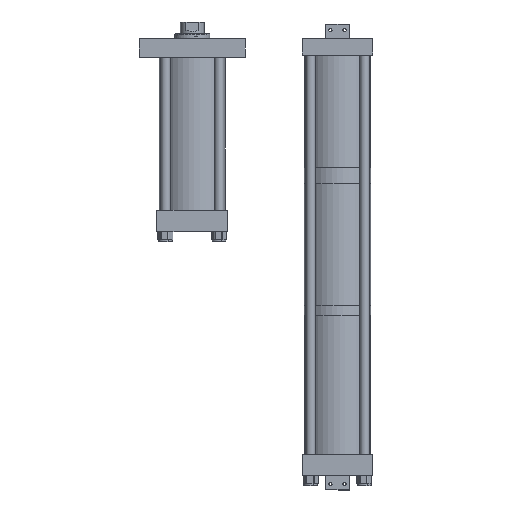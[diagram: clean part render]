
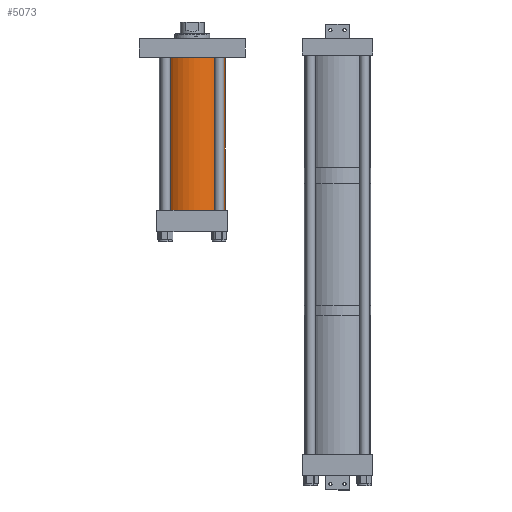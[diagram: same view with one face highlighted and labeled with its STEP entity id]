
A CAD part, front view. The second image highlights one B-rep face of the part: STEP entity #5073.
In plain terms, the highlighted cylindrical face has radius 88.9 mm (diameter 177.8 mm), a partial arc.
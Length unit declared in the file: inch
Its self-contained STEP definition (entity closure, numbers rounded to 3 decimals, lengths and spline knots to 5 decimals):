
#161 = DIRECTION ( 'NONE',  ( -1., 0., 0. ) ) ;
#1459 = CIRCLE ( 'NONE', #3583, 3.5 ) ;
#1508 = CARTESIAN_POINT ( 'NONE',  ( -3.5, 0., 16.188 ) ) ;
#2060 = VECTOR ( 'NONE', #3244, 39.37008 ) ;
#2307 = CARTESIAN_POINT ( 'NONE',  ( 0., 0., 16.188 ) ) ;
#2486 = CYLINDRICAL_SURFACE ( 'NONE', #5944, 3.5 ) ;
#2618 = CARTESIAN_POINT ( 'NONE',  ( 3.5, 0., 16.188 ) ) ;
#2849 = VERTEX_POINT ( 'NONE', #8682 ) ;
#3217 = CARTESIAN_POINT ( 'NONE',  ( -3.5, 0., 0. ) ) ;
#3244 = DIRECTION ( 'NONE',  ( 0., 0., -1. ) ) ;
#3323 = LINE ( 'NONE', #12031, #2060 ) ;
#3583 = AXIS2_PLACEMENT_3D ( 'NONE', #2307, #7110, #9663 ) ;
#4359 = AXIS2_PLACEMENT_3D ( 'NONE', #10735, #14728, #4510 ) ;
#4510 = DIRECTION ( 'NONE',  ( 1., 0., 0. ) ) ;
#5073 = ADVANCED_FACE ( 'NONE', ( #13761 ), #2486, .T. ) ;
#5836 = ORIENTED_EDGE ( 'NONE', *, *, #12544, .T. ) ;
#5944 = AXIS2_PLACEMENT_3D ( 'NONE', #12607, #12517, #161 ) ;
#6456 = VERTEX_POINT ( 'NONE', #3217 ) ;
#6462 = EDGE_CURVE ( 'NONE', #12267, #2849, #1459, .T. ) ;
#7110 = DIRECTION ( 'NONE',  ( 0., 0., 1. ) ) ;
#7314 = VECTOR ( 'NONE', #12645, 39.37008 ) ;
#7985 = EDGE_CURVE ( 'NONE', #2849, #16068, #8895, .T. ) ;
#8682 = CARTESIAN_POINT ( 'NONE',  ( 3.5, 0., 16.188 ) ) ;
#8822 = ORIENTED_EDGE ( 'NONE', *, *, #14509, .T. ) ;
#8895 = LINE ( 'NONE', #2618, #7314 ) ;
#9663 = DIRECTION ( 'NONE',  ( 1., 0., 0. ) ) ;
#10735 = CARTESIAN_POINT ( 'NONE',  ( 0., 0., 0. ) ) ;
#11102 = EDGE_LOOP ( 'NONE', ( #12045, #14473, #5836, #8822 ) ) ;
#11431 = CARTESIAN_POINT ( 'NONE',  ( 3.5, 0., 0. ) ) ;
#11517 = CIRCLE ( 'NONE', #4359, 3.5 ) ;
#12031 = CARTESIAN_POINT ( 'NONE',  ( -3.5, 0., 16.188 ) ) ;
#12045 = ORIENTED_EDGE ( 'NONE', *, *, #7985, .F. ) ;
#12267 = VERTEX_POINT ( 'NONE', #1508 ) ;
#12517 = DIRECTION ( 'NONE',  ( 0., 0., -1. ) ) ;
#12544 = EDGE_CURVE ( 'NONE', #12267, #6456, #3323, .T. ) ;
#12607 = CARTESIAN_POINT ( 'NONE',  ( 0., 0., 16.188 ) ) ;
#12645 = DIRECTION ( 'NONE',  ( 0., 0., -1. ) ) ;
#13761 = FACE_OUTER_BOUND ( 'NONE', #11102, .T. ) ;
#14473 = ORIENTED_EDGE ( 'NONE', *, *, #6462, .F. ) ;
#14509 = EDGE_CURVE ( 'NONE', #6456, #16068, #11517, .T. ) ;
#14728 = DIRECTION ( 'NONE',  ( 0., 0., 1. ) ) ;
#16068 = VERTEX_POINT ( 'NONE', #11431 ) ;
